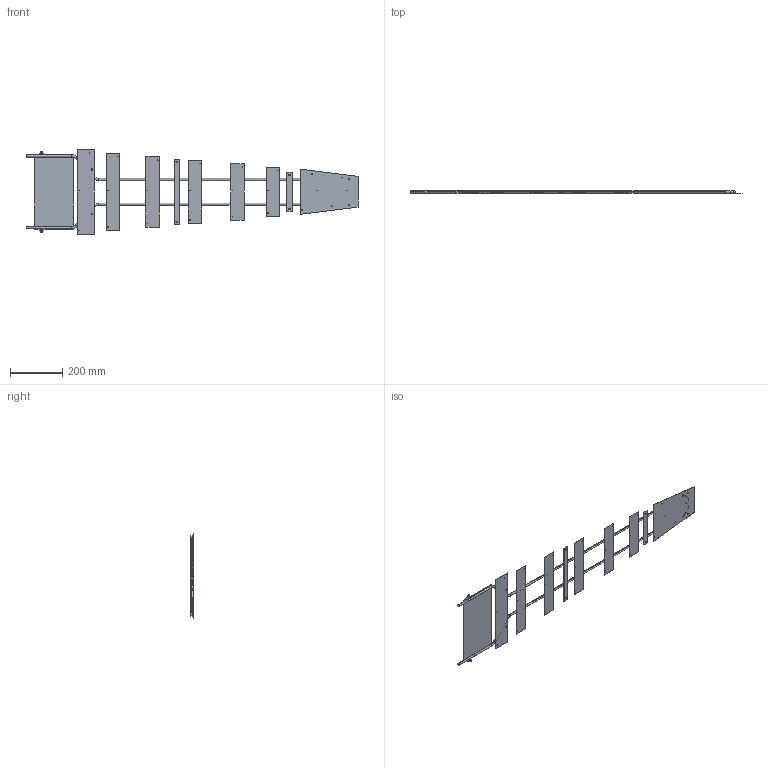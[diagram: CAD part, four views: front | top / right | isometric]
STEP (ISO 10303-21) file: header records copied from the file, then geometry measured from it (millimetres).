
FILE_DESCRIPTION (( 'STEP AP203' ), '1' );
FILE_NAME ('Cooling pipe.STEP', '2014-10-24T08:32:19', ( 'Stefan' ), ( '' ), 'SwSTEP 2.0', 'SolidWorks 2007', '' );
FILE_SCHEMA (( 'CONFIG_CONTROL_DESIGN' ));
Length unit declared in the file: millimetre
Products named in the file (3): Pipe; Copper sheets; Cooling pipe
Assembly tree (2 placements, depth 2):
  Cooling pipe
    Pipe
    Copper sheets
Bounding box: 1264.99 x 10 x 322 mm (x, y, z)
Volume: 223099.6 mm3; surface area: 451245.2 mm2
Topology: 11 solids, 11 shells, 225 faces, 581 edges, 380 vertices
Faces by surface type: cylinder 115, plane 70, torus 40
Entity records: 7618 total; most frequent: CARTESIAN_POINT 1543, DIRECTION 1265, ORIENTED_EDGE 1162, EDGE_CURVE 581, AXIS2_PLACEMENT_3D 510, VERTEX_POINT 380, EDGE_LOOP 297, CIRCLE 280
